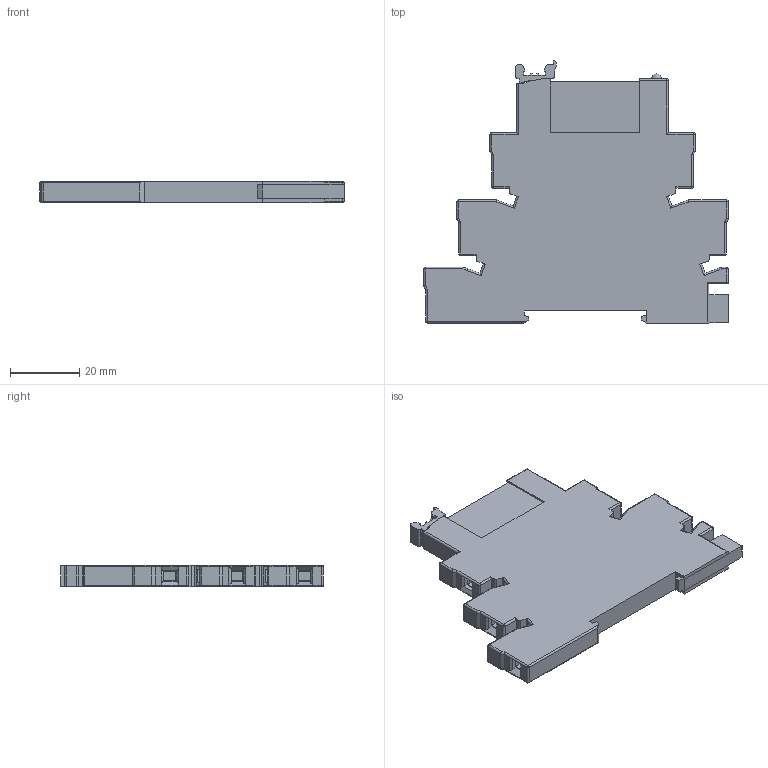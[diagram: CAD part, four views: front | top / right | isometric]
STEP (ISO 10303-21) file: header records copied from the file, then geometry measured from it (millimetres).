
FILE_DESCRIPTION(('STEP AP214'),'2;1');
FILE_NAME('38_51=93_01+34_51---skin.stp','2010-04-23T10:18:39',(''),(''),'2007.1.106','THINKDESIGN','');
FILE_SCHEMA(('AUTOMOTIVE_DESIGN'));
Length unit declared in the file: millimetre
Products named in the file (1): None
Bounding box: 87.85 x 75.58 x 6.2 mm (x, y, z)
Surface area: 13971.5 mm2 (no closed solid volume)
Topology: 0 solids, 0 shells, 557 faces, 2920 edges, 2892 vertices
Faces by surface type: plane 377, cylinder 140, bspline 40
Full cylindrical faces by diameter (mm): 2.2 x5, 2.459 x5, 3.8 x5, 4 x5
Entity records: 29830 total; most frequent: CARTESIAN_POINT 8256, DIRECTION 3784, COMPOSITE_CURVE_SEGMENT 2894, TRIMMED_CURVE 2510, VECTOR 2270, LINE 2270, AXIS2_PLACEMENT_3D 757, OUTER_BOUNDARY_CURVE 557
